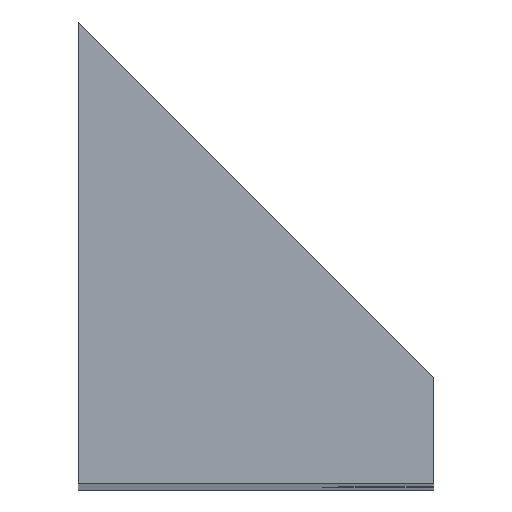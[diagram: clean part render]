
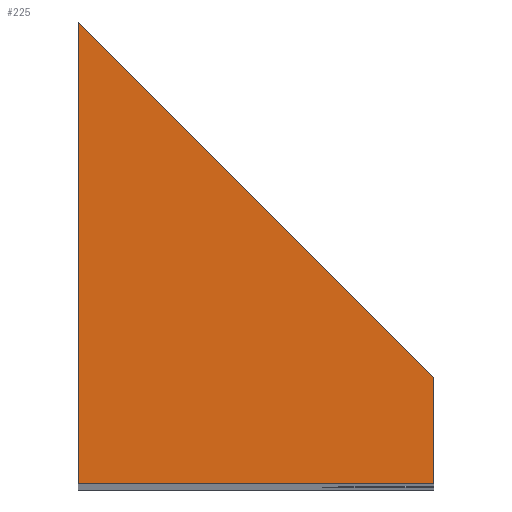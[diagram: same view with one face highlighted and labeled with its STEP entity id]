
A CAD part, top view. The second image highlights one B-rep face of the part: STEP entity #225.
In plain terms, the highlighted planar face has unit normal (0, 0, 1).
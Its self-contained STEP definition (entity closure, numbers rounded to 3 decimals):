
#4 = VERTEX_POINT ( 'NONE', #233 ) ;
#8 = VECTOR ( 'NONE', #101, 1000. ) ;
#13 = DIRECTION ( 'NONE',  ( 0., 1., 0. ) ) ;
#16 = ORIENTED_EDGE ( 'NONE', *, *, #218, .T. ) ;
#21 = ORIENTED_EDGE ( 'NONE', *, *, #215, .T. ) ;
#30 = CARTESIAN_POINT ( 'NONE',  ( 0., 2.6, 10.4 ) ) ;
#32 = LINE ( 'NONE', #207, #298 ) ;
#33 = EDGE_CURVE ( 'NONE', #303, #4, #32, .T. ) ;
#42 = EDGE_CURVE ( 'NONE', #254, #109, #263, .T. ) ;
#49 = CARTESIAN_POINT ( 'NONE',  ( 0., 0., 10.4 ) ) ;
#51 = PLANE ( 'NONE',  #261 ) ;
#56 = CARTESIAN_POINT ( 'NONE',  ( 2., 0., 10.4 ) ) ;
#101 = DIRECTION ( 'NONE',  ( 1., 0., 0. ) ) ;
#109 = VERTEX_POINT ( 'NONE', #49 ) ;
#115 = LINE ( 'NONE', #213, #8 ) ;
#144 = ORIENTED_EDGE ( 'NONE', *, *, #42, .T. ) ;
#146 = DIRECTION ( 'NONE',  ( 1., 0., 0. ) ) ;
#158 = CARTESIAN_POINT ( 'NONE',  ( 0., 0., 10.4 ) ) ;
#167 = CARTESIAN_POINT ( 'NONE',  ( 1.3, 1.3, 10.4 ) ) ;
#193 = DIRECTION ( 'NONE',  ( -0.707, 0.707, 0. ) ) ;
#194 = ORIENTED_EDGE ( 'NONE', *, *, #33, .T. ) ;
#207 = CARTESIAN_POINT ( 'NONE',  ( 2., 0., 10.4 ) ) ;
#210 = DIRECTION ( 'NONE',  ( 0., -1., 0. ) ) ;
#213 = CARTESIAN_POINT ( 'NONE',  ( 0., 0., 10.4 ) ) ;
#215 = EDGE_CURVE ( 'NONE', #4, #254, #277, .T. ) ;
#218 = EDGE_CURVE ( 'NONE', #109, #303, #115, .T. ) ;
#225 = ADVANCED_FACE ( 'NONE', ( #230 ), #51, .T. ) ;
#230 = FACE_OUTER_BOUND ( 'NONE', #291, .T. ) ;
#233 = CARTESIAN_POINT ( 'NONE',  ( 2., 0.6, 10.4 ) ) ;
#238 = CARTESIAN_POINT ( 'NONE',  ( 0., 0., 10.4 ) ) ;
#254 = VERTEX_POINT ( 'NONE', #30 ) ;
#258 = VECTOR ( 'NONE', #210, 1000. ) ;
#261 = AXIS2_PLACEMENT_3D ( 'NONE', #238, #265, #146 ) ;
#263 = LINE ( 'NONE', #158, #258 ) ;
#265 = DIRECTION ( 'NONE',  ( 0., 0., 1. ) ) ;
#277 = LINE ( 'NONE', #167, #292 ) ;
#291 = EDGE_LOOP ( 'NONE', ( #16, #194, #21, #144 ) ) ;
#292 = VECTOR ( 'NONE', #193, 1000. ) ;
#298 = VECTOR ( 'NONE', #13, 1000. ) ;
#303 = VERTEX_POINT ( 'NONE', #56 ) ;
